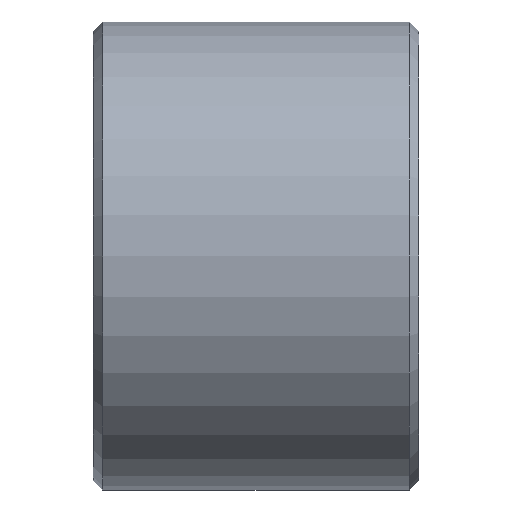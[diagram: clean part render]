
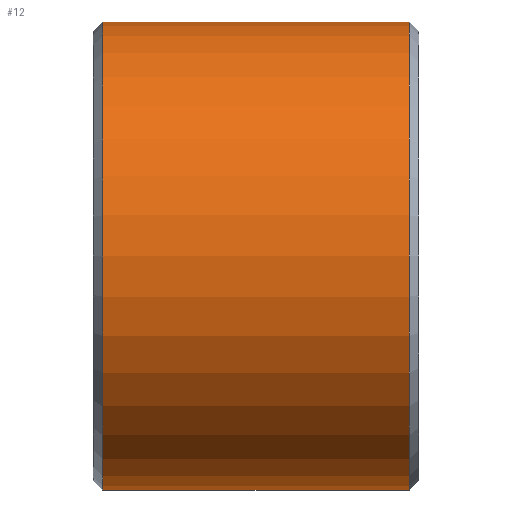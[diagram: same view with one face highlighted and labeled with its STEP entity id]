
A CAD part, left-side view. The second image highlights one B-rep face of the part: STEP entity #12.
In plain terms, the highlighted cylindrical face has radius 6.25 mm (diameter 12.5 mm), a partial arc.
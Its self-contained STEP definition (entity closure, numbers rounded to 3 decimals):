
#12 = ADVANCED_FACE ( 'NONE', ( #497 ), #2032, .T. ) ;
#206 = DIRECTION ( 'NONE',  ( 0., 1., 0. ) ) ;
#308 = CARTESIAN_POINT ( 'NONE',  ( 0., -4.092, 6.25 ) ) ;
#344 = VECTOR ( 'NONE', #206, 1000. ) ;
#370 = CARTESIAN_POINT ( 'NONE',  ( 0., 4.092, -6.25 ) ) ;
#453 = VECTOR ( 'NONE', #1900, 1000. ) ;
#497 = FACE_OUTER_BOUND ( 'NONE', #861, .T. ) ;
#533 = AXIS2_PLACEMENT_3D ( 'NONE', #1091, #721, #1300 ) ;
#612 = CIRCLE ( 'NONE', #1058, 6.25 ) ;
#616 = ORIENTED_EDGE ( 'NONE', *, *, #906, .T. ) ;
#650 = CARTESIAN_POINT ( 'NONE',  ( 0., 4.092, 6.25 ) ) ;
#721 = DIRECTION ( 'NONE',  ( 0., 1., 0. ) ) ;
#726 = CARTESIAN_POINT ( 'NONE',  ( 0., -4.35, 6.25 ) ) ;
#861 = EDGE_LOOP ( 'NONE', ( #2444, #1613, #616, #1817 ) ) ;
#866 = EDGE_CURVE ( 'NONE', #1834, #2136, #1467, .T. ) ;
#906 = EDGE_CURVE ( 'NONE', #1942, #1565, #2277, .T. ) ;
#971 = CIRCLE ( 'NONE', #1461, 6.25 ) ;
#1052 = EDGE_CURVE ( 'NONE', #1565, #2136, #971, .T. ) ;
#1058 = AXIS2_PLACEMENT_3D ( 'NONE', #1921, #2320, #2106 ) ;
#1091 = CARTESIAN_POINT ( 'NONE',  ( 0., -4.35, 0. ) ) ;
#1300 = DIRECTION ( 'NONE',  ( 0., 0., 1. ) ) ;
#1310 = DIRECTION ( 'NONE',  ( 0., 0., 1. ) ) ;
#1315 = CARTESIAN_POINT ( 'NONE',  ( 0., -4.35, -6.25 ) ) ;
#1461 = AXIS2_PLACEMENT_3D ( 'NONE', #1752, #1605, #1310 ) ;
#1467 = LINE ( 'NONE', #1315, #344 ) ;
#1535 = CARTESIAN_POINT ( 'NONE',  ( 0., -4.092, -6.25 ) ) ;
#1565 = VERTEX_POINT ( 'NONE', #650 ) ;
#1605 = DIRECTION ( 'NONE',  ( 0., -1., 0. ) ) ;
#1613 = ORIENTED_EDGE ( 'NONE', *, *, #2193, .T. ) ;
#1752 = CARTESIAN_POINT ( 'NONE',  ( 0., 4.092, 0. ) ) ;
#1817 = ORIENTED_EDGE ( 'NONE', *, *, #1052, .T. ) ;
#1834 = VERTEX_POINT ( 'NONE', #1535 ) ;
#1900 = DIRECTION ( 'NONE',  ( 0., 1., 0. ) ) ;
#1921 = CARTESIAN_POINT ( 'NONE',  ( 0., -4.092, 0. ) ) ;
#1942 = VERTEX_POINT ( 'NONE', #308 ) ;
#2032 = CYLINDRICAL_SURFACE ( 'NONE', #533, 6.25 ) ;
#2106 = DIRECTION ( 'NONE',  ( 0., 0., 1. ) ) ;
#2136 = VERTEX_POINT ( 'NONE', #370 ) ;
#2193 = EDGE_CURVE ( 'NONE', #1834, #1942, #612, .T. ) ;
#2277 = LINE ( 'NONE', #726, #453 ) ;
#2320 = DIRECTION ( 'NONE',  ( 0., 1., 0. ) ) ;
#2444 = ORIENTED_EDGE ( 'NONE', *, *, #866, .F. ) ;
